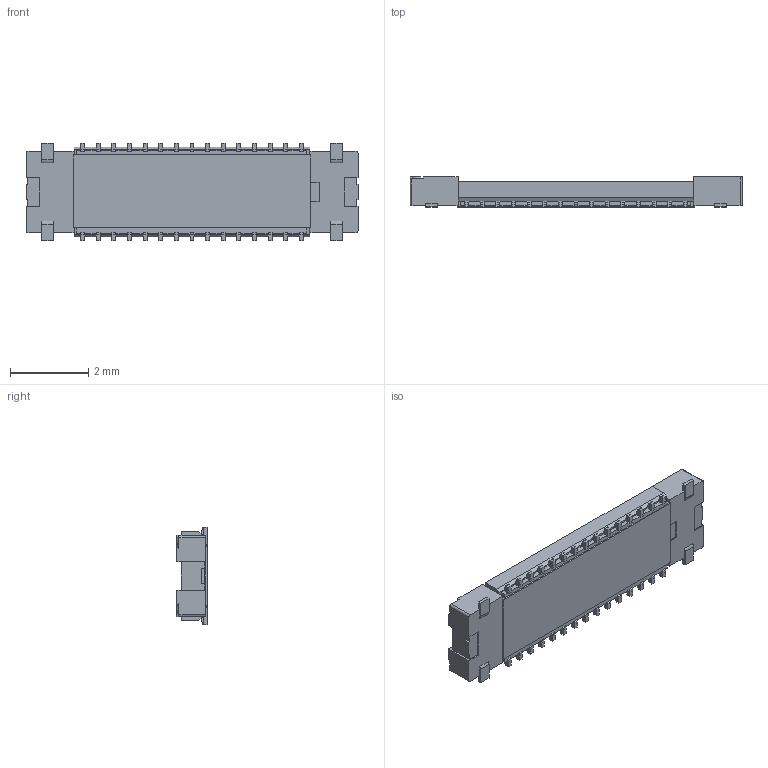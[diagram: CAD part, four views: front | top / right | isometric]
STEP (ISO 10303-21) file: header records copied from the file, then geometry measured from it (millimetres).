
FILE_DESCRIPTION((''),'2;1');
FILE_NAME('R-I-D-30','2017-01-19T',('eng305'),(''),'PRO/ENGINEER BY PARAMETRIC TECHNOLOGY CORPORATION, 2010280','PRO/ENGINEER BY PARAMETRIC TECHNOLOGY CORPORATION, 2010280','');
FILE_SCHEMA(('CONFIG_CONTROL_DESIGN', 'GEOMETRIC_VALIDATION_PROPERTIES_MIM'));
Products named in the file (1): R-I-D-30
Bounding box: 8.5 x 0.77 x 2.5 mm (x, y, z)
Volume: 9.7 mm3; surface area: 80.8 mm2
Topology: 1 solids, 61 shells, 1814 faces, 4836 edges, 3204 vertices
Faces by surface type: plane 1366, cylinder 432, bspline 11, cone 4, torus 1
Entity records: 71168 total; most frequent: CARTESIAN_POINT 10485, ORIENTED_EDGE 9672, DIRECTION 9238, PRESENTATION_STYLE_ASSIGNMENT 4837, STYLED_ITEM 4837, CURVE_STYLE 4836, EDGE_CURVE 4836, VECTOR 3912
